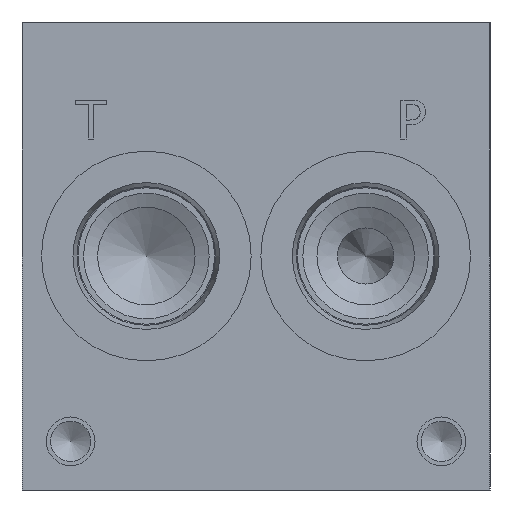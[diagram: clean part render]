
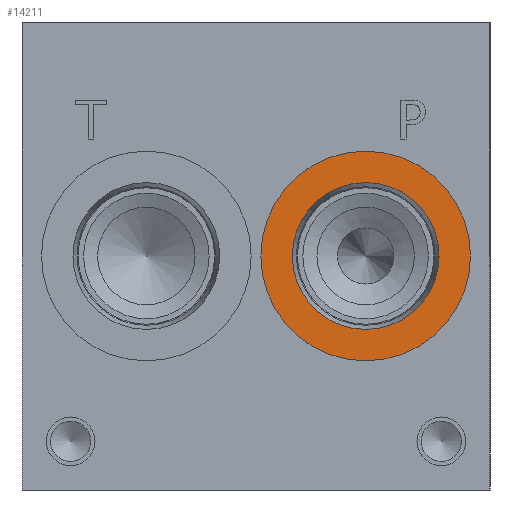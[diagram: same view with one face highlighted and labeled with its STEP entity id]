
A CAD part, left-side view. The second image highlights one B-rep face of the part: STEP entity #14211.
In plain terms, the highlighted planar face has unit normal (-1, 0, 0).
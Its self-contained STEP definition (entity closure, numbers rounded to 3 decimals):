
#376=CIRCLE('',#14996,17.069);
#377=CIRCLE('',#14997,17.069);
#378=CIRCLE('',#14998,11.951);
#578=FACE_BOUND('',#2626,.T.);
#1802=FACE_OUTER_BOUND('',#2625,.T.);
#2625=EDGE_LOOP('',(#12223,#12224));
#2626=EDGE_LOOP('',(#12225));
#6544=VERTEX_POINT('',#24236);
#6545=VERTEX_POINT('',#24237);
#6546=VERTEX_POINT('',#24240);
#8482=EDGE_CURVE('',#6544,#6545,#376,.T.);
#8483=EDGE_CURVE('',#6545,#6544,#377,.T.);
#8484=EDGE_CURVE('',#6546,#6546,#378,.T.);
#12223=ORIENTED_EDGE('',*,*,#8482,.T.);
#12224=ORIENTED_EDGE('',*,*,#8483,.T.);
#12225=ORIENTED_EDGE('',*,*,#8484,.F.);
#12999=PLANE('',#14995);
#14211=ADVANCED_FACE('',(#1802,#578),#12999,.T.);
#14995=AXIS2_PLACEMENT_3D('',#24235,#17824,#17825);
#14996=AXIS2_PLACEMENT_3D('',#24238,#17826,#17827);
#14997=AXIS2_PLACEMENT_3D('',#24239,#17828,#17829);
#14998=AXIS2_PLACEMENT_3D('',#24241,#17830,#17831);
#17824=DIRECTION('center_axis',(-1.,0.,0.));
#17825=DIRECTION('ref_axis',(0.,1.,0.));
#17826=DIRECTION('center_axis',(-1.,0.,0.));
#17827=DIRECTION('ref_axis',(0.,1.,0.));
#17828=DIRECTION('center_axis',(-1.,0.,0.));
#17829=DIRECTION('ref_axis',(0.,1.,0.));
#17830=DIRECTION('center_axis',(-1.,0.,0.));
#17831=DIRECTION('ref_axis',(0.,1.,0.));
#24235=CARTESIAN_POINT('Origin',(0.787,20.244,38.1));
#24236=CARTESIAN_POINT('',(0.787,37.313,38.1));
#24237=CARTESIAN_POINT('',(0.787,3.175,38.1));
#24238=CARTESIAN_POINT('Origin',(0.787,20.244,38.1));
#24239=CARTESIAN_POINT('Origin',(0.787,20.244,38.1));
#24240=CARTESIAN_POINT('',(0.787,8.293,38.1));
#24241=CARTESIAN_POINT('Origin',(0.787,20.244,38.1));
